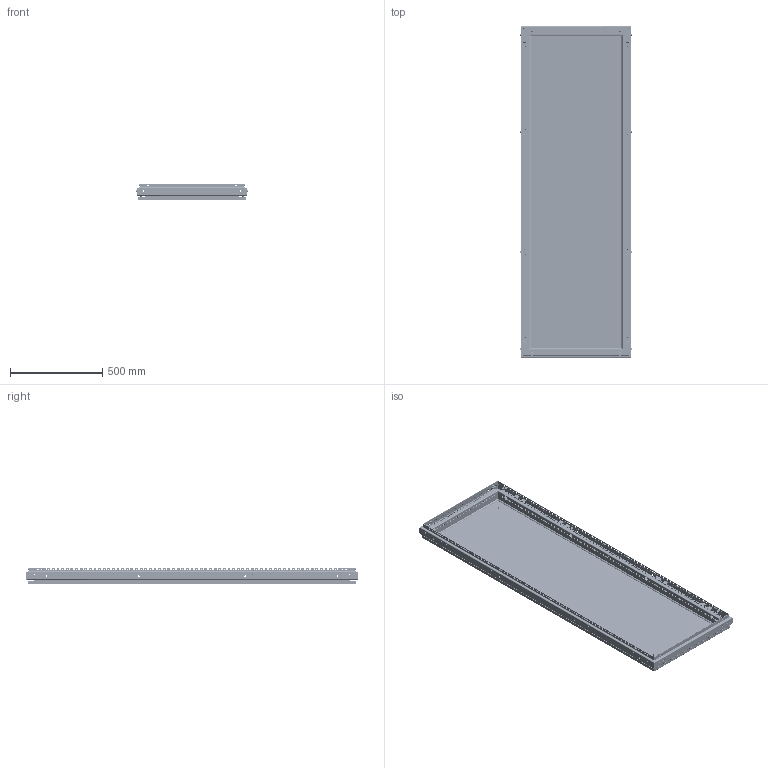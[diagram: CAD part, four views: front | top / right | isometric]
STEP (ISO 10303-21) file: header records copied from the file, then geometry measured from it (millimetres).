
FILE_DESCRIPTION (( 'STEP AP214' ), '1' );
FILE_NAME ('Ñâàðíàÿ ðàìà ñ çàäíåé ïàíåëüþ W600H1800.STEP', '2024-08-14T07:58:32', ( '' ), ( '' ), 'SwSTEP 2.0', 'SolidWorks 2021', '' );
FILE_SCHEMA (( 'AUTOMOTIVE_DESIGN' ));
Length unit declared in the file: millimetre
Products named in the file (19): Øïèëüêà ïðèâàðíàÿ Ì6õ16; Ãàñêåòèíã çàäíåé ïàíåëè W600H1800; Ãîðèçîíòàëüíûé ïðîôèëü1 W600; Ñâàðíàÿ ðàìà ñ çàäíåé ïàíåëüþ W600H1800; Çàêëåïêà ðåçüáîâàÿ Ì8 øåñòèãðàííàÿ ñ óìåíüøåííûì áîðòîì; 600.000; Ñâàðíàÿ ðàìà W600H1800; Êðåïëåíèå çàäíåé ïàíåëè; Áîáûøêà; Âèíò Ì6õ16 ìåáåëüíûé; Ãàéêà êëåòüåâàÿ DIN 88109-Ì6-(1,7-2,5)-Zn ; Ãîðèçîíòàëüíûé ïðîôèëü2 W600; Áîêîâîé ïðîôèëü2 H1800; Çàäíÿÿ ïàíåëü ÑÁ W600H1800; Áîêîâîé ïðîôèëü H1800; Çàêëåïêà ðåçüáîâàÿ Ì6 øåñòèãðàííàÿ ñ óìåíüøåííûì áîðòîì; Çàäíÿÿ ïàíåëü W600H1800; Ãîðèçîíòàëüíûé ïðîôèëü W600; Áîêîâîé ïðîôèëü1 H1800
Assembly tree (92 placements, depth 4):
  Ñâàðíàÿ ðàìà ñ çàäíåé ïàíåëüþ W600H1800
    Ñâàðíàÿ ðàìà W600H1800
      Ãîðèçîíòàëüíûé ïðîôèëü W600  x2
        Ãîðèçîíòàëüíûé ïðîôèëü1 W600
        Ãîðèçîíòàëüíûé ïðîôèëü2 W600
        600.000
        Áîáûøêà
      Áîêîâîé ïðîôèëü H1800  x2
        Áîêîâîé ïðîôèëü1 H1800
        Áîêîâîé ïðîôèëü2 H1800
      Çàêëåïêà ðåçüáîâàÿ Ì8 øåñòèãðàííàÿ ñ óìåíüøåííûì áîðòîì  x8
      Çàêëåïêà ðåçüáîâàÿ Ì6 øåñòèãðàííàÿ ñ óìåíüøåííûì áîðòîì  x26
    Çàäíÿÿ ïàíåëü ÑÁ W600H1800
      Çàäíÿÿ ïàíåëü W600H1800
      Ãàñêåòèíã çàäíåé ïàíåëè W600H1800
      Øïèëüêà ïðèâàðíàÿ Ì6õ16  x2
    Êðåïëåíèå çàäíåé ïàíåëè  x8
    Âèíò Ì6õ16 ìåáåëüíûé  x24
    Ãàéêà êëåòüåâàÿ DIN 88109-Ì6-(1,7-2,5)-Zn   x8
Bounding box: 601.2 x 1796 x 90.9 mm (x, y, z)
Volume: 4066866.5 mm3; surface area: 4601589.7 mm2
Topology: 94 solids, 94 shells, 8604 faces, 22940 edges, 14570 vertices
Faces by surface type: plane 4653, cylinder 3177, cone 472, bspline 250, torus 52
Entity records: 86601 total; most frequent: CARTESIAN_POINT 22214, ORIENTED_EDGE 13200, DIRECTION 12533, EDGE_CURVE 6600, VECTOR 4941, LINE 4941, VERTEX_POINT 4290, AXIS2_PLACEMENT_3D 3796
